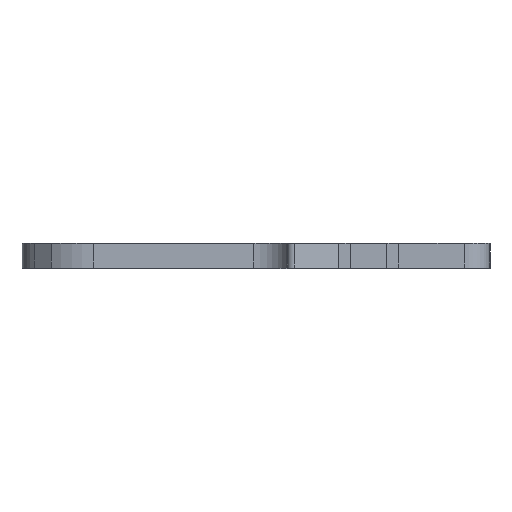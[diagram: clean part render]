
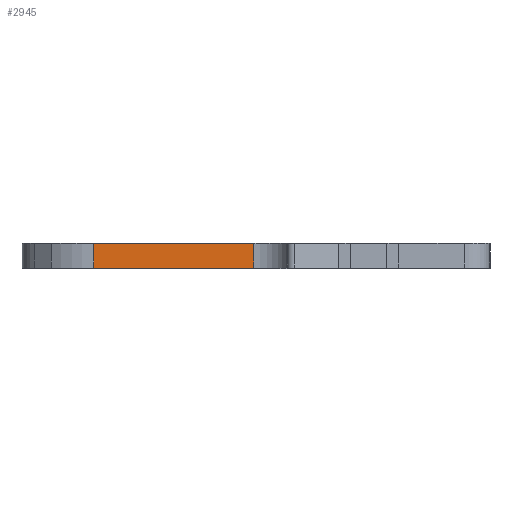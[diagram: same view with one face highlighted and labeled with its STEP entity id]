
A CAD part, top view. The second image highlights one B-rep face of the part: STEP entity #2945.
In plain terms, the highlighted planar face has unit normal (0, 0, 1).
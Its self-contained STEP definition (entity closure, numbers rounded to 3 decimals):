
#172 = EDGE_CURVE ( 'NONE', #754, #2158, #791, .T. ) ;
#207 = PLANE ( 'NONE',  #433 ) ;
#433 = AXIS2_PLACEMENT_3D ( 'NONE', #2155, #494, #2449 ) ;
#494 = DIRECTION ( 'NONE',  ( 0., 0., -1. ) ) ;
#495 = EDGE_LOOP ( 'NONE', ( #735, #1092, #1354, #3363 ) ) ;
#507 = CARTESIAN_POINT ( 'NONE',  ( -25.029, 0., 35.124 ) ) ;
#600 = CARTESIAN_POINT ( 'NONE',  ( -25.029, 6., 35.124 ) ) ;
#601 = CARTESIAN_POINT ( 'NONE',  ( -25.029, 6., 35.124 ) ) ;
#612 = VECTOR ( 'NONE', #1412, 1000. ) ;
#691 = DIRECTION ( 'NONE',  ( 1., 0., 0. ) ) ;
#735 = ORIENTED_EDGE ( 'NONE', *, *, #172, .T. ) ;
#754 = VERTEX_POINT ( 'NONE', #507 ) ;
#778 = VECTOR ( 'NONE', #1557, 1000. ) ;
#791 = LINE ( 'NONE', #2190, #612 ) ;
#871 = LINE ( 'NONE', #2637, #3011 ) ;
#1092 = ORIENTED_EDGE ( 'NONE', *, *, #1517, .F. ) ;
#1155 = LINE ( 'NONE', #601, #2646 ) ;
#1169 = CARTESIAN_POINT ( 'NONE',  ( 13.449, 6., 35.117 ) ) ;
#1175 = VERTEX_POINT ( 'NONE', #1169 ) ;
#1354 = ORIENTED_EDGE ( 'NONE', *, *, #3505, .F. ) ;
#1412 = DIRECTION ( 'NONE',  ( 1., 0., 0. ) ) ;
#1517 = EDGE_CURVE ( 'NONE', #1175, #2158, #2345, .T. ) ;
#1557 = DIRECTION ( 'NONE',  ( 0., -1., 0. ) ) ;
#1578 = CARTESIAN_POINT ( 'NONE',  ( 13.449, 6., 35.117 ) ) ;
#1636 = EDGE_CURVE ( 'NONE', #2404, #754, #1155, .T. ) ;
#1681 = FACE_OUTER_BOUND ( 'NONE', #495, .T. ) ;
#1684 = DIRECTION ( 'NONE',  ( 0., -1., 0. ) ) ;
#2155 = CARTESIAN_POINT ( 'NONE',  ( 0.006, 6., 35.119 ) ) ;
#2158 = VERTEX_POINT ( 'NONE', #3555 ) ;
#2190 = CARTESIAN_POINT ( 'NONE',  ( 0.006, 0., 35.119 ) ) ;
#2345 = LINE ( 'NONE', #1578, #778 ) ;
#2404 = VERTEX_POINT ( 'NONE', #600 ) ;
#2449 = DIRECTION ( 'NONE',  ( -1., 0., 0. ) ) ;
#2637 = CARTESIAN_POINT ( 'NONE',  ( 0.006, 6., 35.119 ) ) ;
#2646 = VECTOR ( 'NONE', #1684, 1000. ) ;
#2945 = ADVANCED_FACE ( 'NONE', ( #1681 ), #207, .F. ) ;
#3011 = VECTOR ( 'NONE', #691, 1000. ) ;
#3363 = ORIENTED_EDGE ( 'NONE', *, *, #1636, .T. ) ;
#3505 = EDGE_CURVE ( 'NONE', #2404, #1175, #871, .T. ) ;
#3555 = CARTESIAN_POINT ( 'NONE',  ( 13.449, 0., 35.117 ) ) ;
